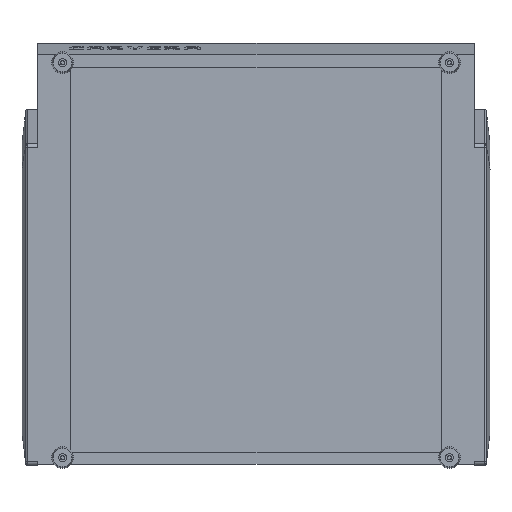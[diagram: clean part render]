
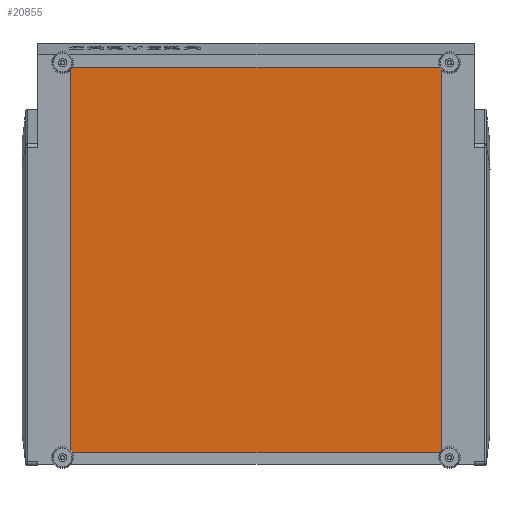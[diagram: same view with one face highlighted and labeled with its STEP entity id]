
A CAD part, front view. The second image highlights one B-rep face of the part: STEP entity #20855.
In plain terms, the highlighted planar face has unit normal (0, -1, 0).
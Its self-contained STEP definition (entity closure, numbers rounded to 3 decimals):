
#700=FACE_OUTER_BOUND('',#1795,.T.);
#1795=EDGE_LOOP('',(#14565,#14566,#14567,#14568));
#3068=LINE('',#29586,#5910);
#3072=LINE('',#29593,#5914);
#3075=LINE('',#29599,#5917);
#3077=LINE('',#29602,#5919);
#5910=VECTOR('',#24189,10.);
#5914=VECTOR('',#24195,10.);
#5917=VECTOR('',#24200,10.);
#5919=VECTOR('',#24204,10.);
#8719=VERTEX_POINT('',#29583);
#8720=VERTEX_POINT('',#29585);
#8722=VERTEX_POINT('',#29591);
#8724=VERTEX_POINT('',#29597);
#10941=EDGE_CURVE('',#8719,#8720,#3068,.T.);
#10945=EDGE_CURVE('',#8722,#8719,#3072,.T.);
#10948=EDGE_CURVE('',#8724,#8722,#3075,.T.);
#10950=EDGE_CURVE('',#8720,#8724,#3077,.T.);
#14565=ORIENTED_EDGE('',*,*,#10950,.F.);
#14566=ORIENTED_EDGE('',*,*,#10941,.F.);
#14567=ORIENTED_EDGE('',*,*,#10945,.F.);
#14568=ORIENTED_EDGE('',*,*,#10948,.F.);
#19824=PLANE('',#22176);
#20855=ADVANCED_FACE('',(#700),#19824,.F.);
#22176=AXIS2_PLACEMENT_3D('',#29603,#24205,#24206);
#24189=DIRECTION('',(0.,0.,1.));
#24195=DIRECTION('',(-1.,0.,0.));
#24200=DIRECTION('',(0.,0.,-1.));
#24204=DIRECTION('',(1.,0.,0.));
#24205=DIRECTION('center_axis',(0.,1.,0.));
#24206=DIRECTION('ref_axis',(-1.,0.,0.));
#29583=CARTESIAN_POINT('',(-279.58,50.,-503.));
#29585=CARTESIAN_POINT('',(-279.58,50.,-41.));
#29586=CARTESIAN_POINT('',(-279.58,50.,-533.));
#29591=CARTESIAN_POINT('',(200.42,50.,-503.));
#29593=CARTESIAN_POINT('',(-296.119,50.,-503.));
#29597=CARTESIAN_POINT('',(200.42,50.,-41.));
#29599=CARTESIAN_POINT('',(200.42,50.,-11.));
#29602=CARTESIAN_POINT('',(214.42,50.,-41.));
#29603=CARTESIAN_POINT('Origin',(-40.85,50.,-272.));
